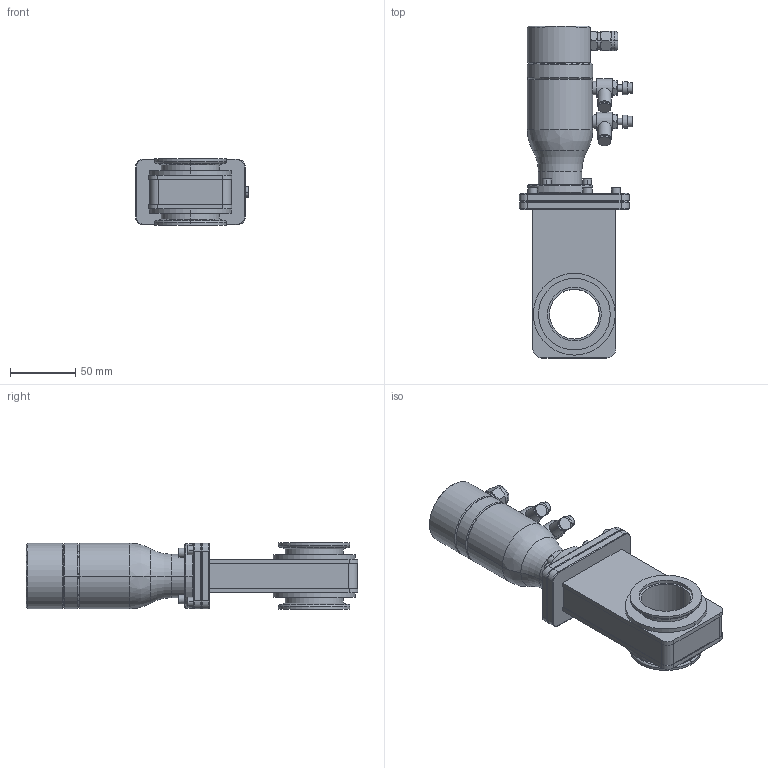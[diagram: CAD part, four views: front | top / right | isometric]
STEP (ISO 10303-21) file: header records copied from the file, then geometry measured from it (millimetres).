
FILE_DESCRIPTION((''),'2;1');
FILE_NAME('11212-0153R','2011-02-14T',('matt'),(''),'PRO/ENGINEER BY PARAMETRIC TECHNOLOGY CORPORATION, 2010280','PRO/ENGINEER BY PARAMETRIC TECHNOLOGY CORPORATION, 2010280','');
FILE_SCHEMA(('CONFIG_CONTROL_DESIGN'));
Length unit declared in the file: inch
Products named in the file (1): 11212-0153R
Bounding box: 86.61 x 254.2 x 50.67 mm (x, y, z)
Volume: 466448.9 mm3; surface area: 69312.4 mm2
Topology: 1 solids, 1 shells, 383 faces, 857 edges, 520 vertices
Faces by surface type: plane 174, cylinder 101, cone 98, torus 8, bspline 2
Entity records: 10988 total; most frequent: CARTESIAN_POINT 2424, DIRECTION 1820, ORIENTED_EDGE 1714, EDGE_CURVE 857, AXIS2_PLACEMENT_3D 694, VERTEX_POINT 520, VECTOR 432, LINE 432
